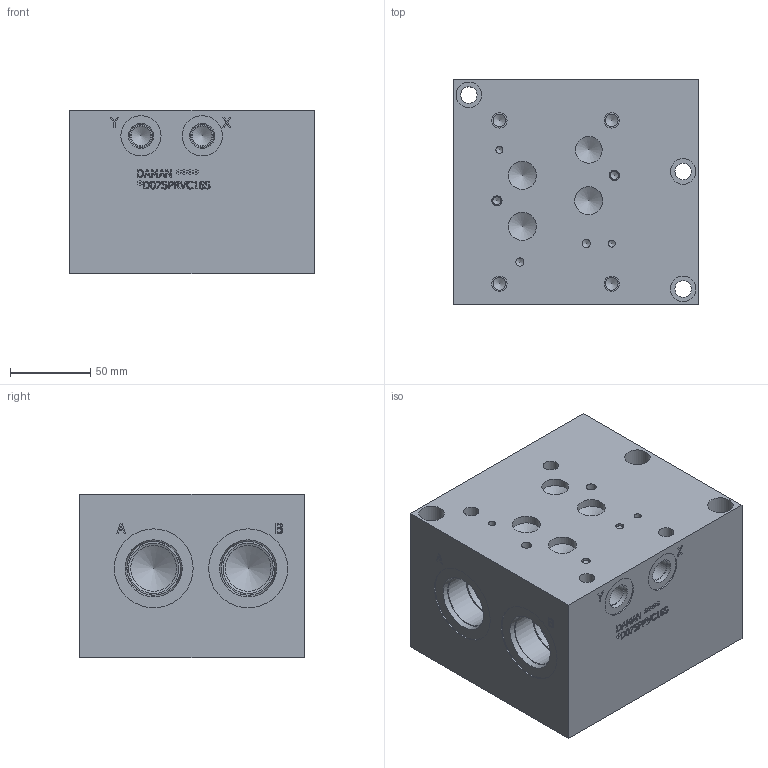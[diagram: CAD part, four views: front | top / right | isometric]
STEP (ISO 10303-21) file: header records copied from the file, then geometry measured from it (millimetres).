
FILE_DESCRIPTION(/* description */ (''),/* implementation_level */ '2;1');
FILE_NAME(/* name */ '_D07SPRVC16S.stp',/* time_stamp */ '2022-05-25T11:45:12-04:00',/* author */ ('bobbyh'),/* organization */ (''),/* preprocessor_version */ 'ST-DEVELOPER v18',/* originating_system */ 'Autodesk Inventor 2020',/* authorisation */ '');
FILE_SCHEMA (('AUTOMOTIVE_DESIGN { 1 0 10303 214 3 1 1 }'));
Length unit declared in the file: millimetre
Products named in the file (1): Part_AD07SPRVC16P_3D
Bounding box: 152.4 x 139.7 x 101.6 mm (x, y, z)
Volume: 1867784.3 mm3; surface area: 147039 mm2
Topology: 1 solids, 1 shells, 610 faces, 1677 edges, 1134 vertices
Faces by surface type: plane 344, bspline 141, cylinder 73, cone 52
Full cylindrical faces by diameter (mm): 4.369 x2, 5.105 x4, 6.35 x2, 7.925 x4, 9.525 x4, 10.312 x3, 12.294 x2, 12.9 x2, 14.275 x2, 14.529 x2, 15.875 x3, 16.662 x1, 17.475 x3, 19.05 x2, 25.019 x2, 28.575 x6, 28.62 x1, 31.267 x6, 31.344 x1, 33.34 x7, 33.71 x1, 33.757 x6, 44.45 x1, 49.124 x6
Entity records: 20607 total; most frequent: CARTESIAN_POINT 5314, ORIENTED_EDGE 3310, DIRECTION 2583, EDGE_CURVE 1655, VERTEX_POINT 1134, LINE 1089, VECTOR 1089, AXIS2_PLACEMENT_3D 747
